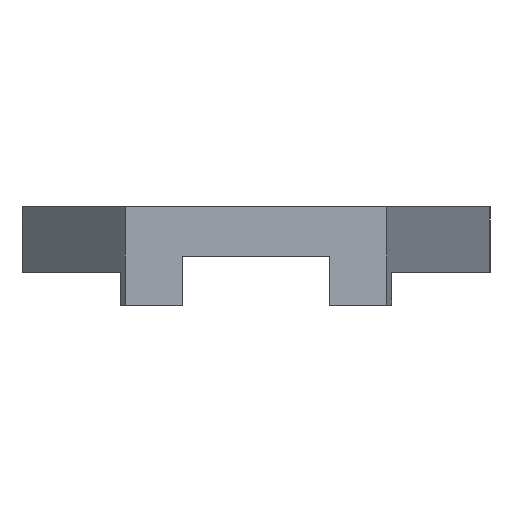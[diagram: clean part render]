
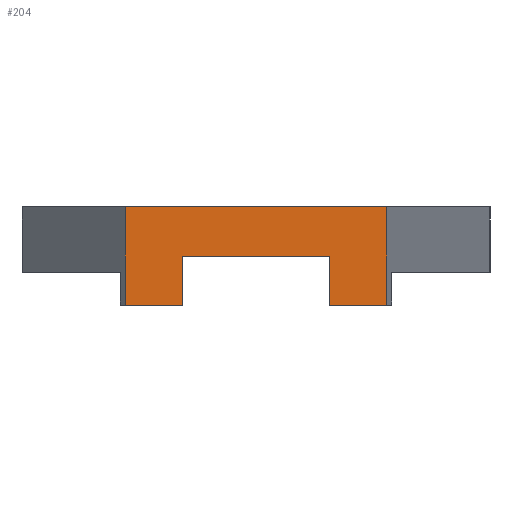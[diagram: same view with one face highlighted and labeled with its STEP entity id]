
A CAD part, front view. The second image highlights one B-rep face of the part: STEP entity #204.
In plain terms, the highlighted planar face has unit normal (0, -1, 0).
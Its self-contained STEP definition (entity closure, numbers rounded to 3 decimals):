
#65 = AXIS2_PLACEMENT_3D ( 'NONE', #623, #1047, #301 ) ;
#116 = VECTOR ( 'NONE', #363, 1000. ) ;
#186 = EDGE_CURVE ( 'NONE', #1132, #1049, #894, .T. ) ;
#198 = DIRECTION ( 'NONE',  ( 0., 0., 1. ) ) ;
#200 = VECTOR ( 'NONE', #198, 1000. ) ;
#204 = ADVANCED_FACE ( 'NONE', ( #1207 ), #533, .F. ) ;
#274 = EDGE_LOOP ( 'NONE', ( #1000, #1217, #1307, #927, #861, #427, #558, #966 ) ) ;
#294 = DIRECTION ( 'NONE',  ( -1., 0., 0. ) ) ;
#299 = CARTESIAN_POINT ( 'NONE',  ( 31.541, -37.545, -4. ) ) ;
#301 = DIRECTION ( 'NONE',  ( -1., 0., 0. ) ) ;
#358 = VECTOR ( 'NONE', #932, 1000. ) ;
#359 = VERTEX_POINT ( 'NONE', #460 ) ;
#363 = DIRECTION ( 'NONE',  ( 0., 0., 1. ) ) ;
#382 = VERTEX_POINT ( 'NONE', #1191 ) ;
#427 = ORIENTED_EDGE ( 'NONE', *, *, #186, .F. ) ;
#454 = VECTOR ( 'NONE', #900, 1000. ) ;
#460 = CARTESIAN_POINT ( 'NONE',  ( 15.541, -37.545, -6. ) ) ;
#461 = VERTEX_POINT ( 'NONE', #1087 ) ;
#518 = CARTESIAN_POINT ( 'NONE',  ( 31.541, -37.545, -6. ) ) ;
#526 = DIRECTION ( 'NONE',  ( 0., 0., 1. ) ) ;
#533 = PLANE ( 'NONE',  #65 ) ;
#558 = ORIENTED_EDGE ( 'NONE', *, *, #1304, .F. ) ;
#585 = EDGE_CURVE ( 'NONE', #1224, #461, #968, .T. ) ;
#597 = VECTOR ( 'NONE', #526, 1000. ) ;
#607 = VECTOR ( 'NONE', #889, 1000. ) ;
#623 = CARTESIAN_POINT ( 'NONE',  ( 0., -37.545, -4. ) ) ;
#644 = LINE ( 'NONE', #897, #607 ) ;
#655 = VERTEX_POINT ( 'NONE', #1321 ) ;
#656 = EDGE_CURVE ( 'NONE', #1273, #655, #667, .T. ) ;
#667 = LINE ( 'NONE', #299, #1175 ) ;
#670 = CARTESIAN_POINT ( 'NONE',  ( 28.041, -37.545, -6. ) ) ;
#700 = CARTESIAN_POINT ( 'NONE',  ( 0., -37.545, -6. ) ) ;
#707 = CARTESIAN_POINT ( 'NONE',  ( 19.041, -37.545, -6. ) ) ;
#717 = DIRECTION ( 'NONE',  ( 0., 0., 1. ) ) ;
#766 = CARTESIAN_POINT ( 'NONE',  ( 28.041, -37.545, -3. ) ) ;
#842 = LINE ( 'NONE', #1341, #358 ) ;
#861 = ORIENTED_EDGE ( 'NONE', *, *, #1195, .F. ) ;
#889 = DIRECTION ( 'NONE',  ( -1., 0., 0. ) ) ;
#894 = LINE ( 'NONE', #938, #200 ) ;
#897 = CARTESIAN_POINT ( 'NONE',  ( 0., -37.545, -6. ) ) ;
#900 = DIRECTION ( 'NONE',  ( -1., 0., 0. ) ) ;
#916 = EDGE_CURVE ( 'NONE', #655, #382, #842, .T. ) ;
#922 = EDGE_CURVE ( 'NONE', #359, #382, #990, .T. ) ;
#925 = VECTOR ( 'NONE', #294, 1000. ) ;
#927 = ORIENTED_EDGE ( 'NONE', *, *, #585, .T. ) ;
#932 = DIRECTION ( 'NONE',  ( -1., 0., 0. ) ) ;
#938 = CARTESIAN_POINT ( 'NONE',  ( 28.041, -37.545, -4. ) ) ;
#966 = ORIENTED_EDGE ( 'NONE', *, *, #656, .T. ) ;
#968 = LINE ( 'NONE', #999, #116 ) ;
#990 = LINE ( 'NONE', #1240, #597 ) ;
#999 = CARTESIAN_POINT ( 'NONE',  ( 19.041, -37.545, -4. ) ) ;
#1000 = ORIENTED_EDGE ( 'NONE', *, *, #916, .T. ) ;
#1047 = DIRECTION ( 'NONE',  ( 0., 1., 0. ) ) ;
#1049 = VERTEX_POINT ( 'NONE', #766 ) ;
#1065 = LINE ( 'NONE', #700, #925 ) ;
#1087 = CARTESIAN_POINT ( 'NONE',  ( 19.041, -37.545, -3. ) ) ;
#1108 = CARTESIAN_POINT ( 'NONE',  ( 0., -37.545, -3. ) ) ;
#1132 = VERTEX_POINT ( 'NONE', #670 ) ;
#1175 = VECTOR ( 'NONE', #717, 1000. ) ;
#1179 = EDGE_CURVE ( 'NONE', #1224, #359, #644, .T. ) ;
#1191 = CARTESIAN_POINT ( 'NONE',  ( 15.541, -37.545, 0. ) ) ;
#1195 = EDGE_CURVE ( 'NONE', #1049, #461, #1293, .T. ) ;
#1207 = FACE_OUTER_BOUND ( 'NONE', #274, .T. ) ;
#1217 = ORIENTED_EDGE ( 'NONE', *, *, #922, .F. ) ;
#1224 = VERTEX_POINT ( 'NONE', #707 ) ;
#1240 = CARTESIAN_POINT ( 'NONE',  ( 15.541, -37.545, -4. ) ) ;
#1273 = VERTEX_POINT ( 'NONE', #518 ) ;
#1293 = LINE ( 'NONE', #1108, #454 ) ;
#1304 = EDGE_CURVE ( 'NONE', #1273, #1132, #1065, .T. ) ;
#1307 = ORIENTED_EDGE ( 'NONE', *, *, #1179, .F. ) ;
#1321 = CARTESIAN_POINT ( 'NONE',  ( 31.541, -37.545, 0. ) ) ;
#1341 = CARTESIAN_POINT ( 'NONE',  ( 0., -37.545, 0. ) ) ;
